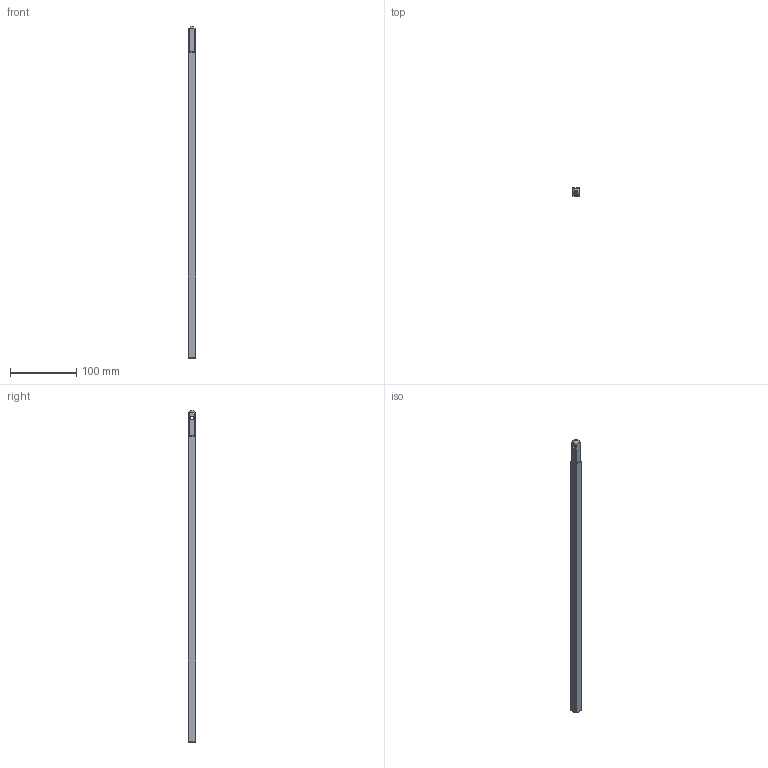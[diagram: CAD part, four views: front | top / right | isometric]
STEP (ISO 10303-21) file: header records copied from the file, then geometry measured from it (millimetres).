
FILE_DESCRIPTION(/* description */ (''),/* implementation_level */ '2;1');
FILE_NAME(/* name */ 'FILE_STP_CAD_DRAWING_3d_GMX7500S12_prt.stp',/* time_stamp */ '2021-11-23T14:50:59+01:00',/* author */ (''),/* organization */ (''),/* preprocessor_version */ 'ST-DEVELOPER v16.7',/* originating_system */ 'SIEMENS PLM Software NX 12.0',/* authorisation */ '');
FILE_SCHEMA (('AUTOMOTIVE_DESIGN { 1 0 10303 214 3 1 1 1 }'));
Length unit declared in the file: millimetre
Products named in the file (1): 3d_GMX7500S12
Bounding box: 12 x 12 x 500 mm (x, y, z)
Surface area: 23079.6 mm2 (no closed solid volume)
Topology: 0 solids, 1 shells, 46 faces, 109 edges, 66 vertices
Faces by surface type: cylinder 17, bspline 17, plane 10, cone 2
Full cylindrical faces by diameter (mm): 5.1 x1
Entity records: 1736 total; most frequent: CARTESIAN_POINT 802, ORIENTED_EDGE 202, DIRECTION 156, EDGE_CURVE 101, AXIS2_PLACEMENT_3D 64, VERTEX_POINT 61, EDGE_LOOP 52, ADVANCED_FACE 46
